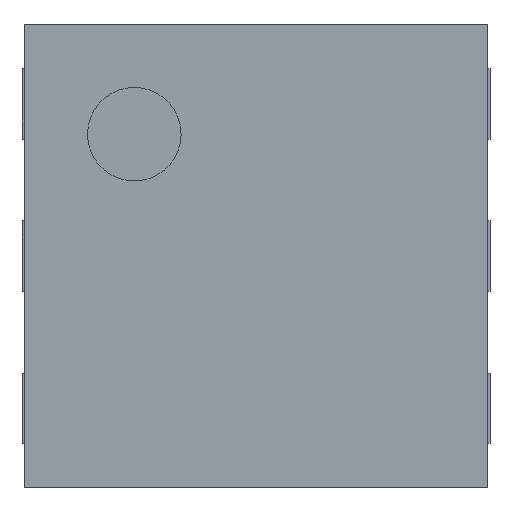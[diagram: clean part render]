
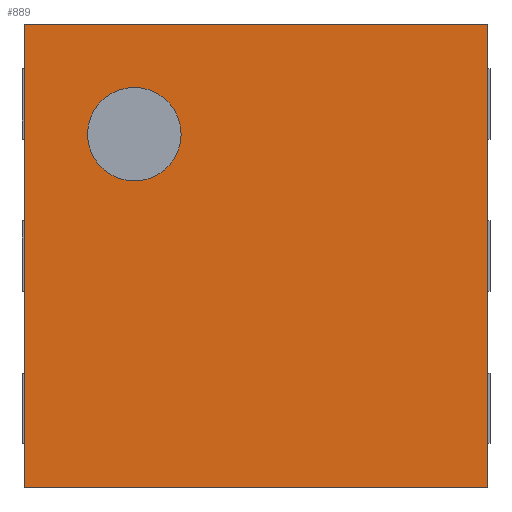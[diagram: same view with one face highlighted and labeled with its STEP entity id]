
A CAD part, top view. The second image highlights one B-rep face of the part: STEP entity #889.
In plain terms, the highlighted planar face has unit normal (0, 0, 1).
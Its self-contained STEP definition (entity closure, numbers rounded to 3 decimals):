
#12=DIRECTION('',(0.,0.,1.));
#98=DIRECTION('',(0.,0.,-1.));
#158=VECTOR('',#159,1.);
#159=DIRECTION('',(0.,-1.,0.));
#165=VECTOR('',#166,1.);
#166=DIRECTION('',(1.,0.,0.));
#343=VERTEX_POINT('',#344);
#344=CARTESIAN_POINT('',(-0.99,0.99,0.64));
#346=ORIENTED_EDGE('',*,*,#347,.T.);
#347=EDGE_CURVE('',#343,#348,#350,.T.);
#348=VERTEX_POINT('',#349);
#349=CARTESIAN_POINT('',(-0.99,-0.99,0.64));
#350=LINE('',#344,#158);
#411=VERTEX_POINT('',#412);
#412=CARTESIAN_POINT('',(0.99,0.99,0.64));
#415=EDGE_CURVE('',#411,#416,#418,.T.);
#416=VERTEX_POINT('',#417);
#417=CARTESIAN_POINT('',(0.99,-0.99,0.64));
#418=LINE('',#412,#158);
#477=ORIENTED_EDGE('',*,*,#478,.F.);
#478=EDGE_CURVE('',#343,#411,#479,.T.);
#479=LINE('',#344,#165);
#808=EDGE_CURVE('',#348,#416,#809,.T.);
#809=LINE('',#349,#165);
#889=ADVANCED_FACE('',(#890,#894),#903,.T.);
#890=FACE_BOUND('',#891,.T.);
#891=EDGE_LOOP('',(#477,#346,#892,#893));
#892=ORIENTED_EDGE('',*,*,#808,.T.);
#893=ORIENTED_EDGE('',*,*,#415,.F.);
#894=FACE_BOUND('',#895,.T.);
#895=EDGE_LOOP('',(#896));
#896=ORIENTED_EDGE('',*,*,#897,.T.);
#897=EDGE_CURVE('',#898,#898,#900,.T.);
#898=VERTEX_POINT('',#899);
#899=CARTESIAN_POINT('',(-0.52,0.32,0.64));
#900=CIRCLE('',#901,0.2);
#901=AXIS2_PLACEMENT_3D('',#902,#98,#159);
#902=CARTESIAN_POINT('',(-0.52,0.52,0.64));
#903=PLANE('',#904);
#904=AXIS2_PLACEMENT_3D('',#344,#12,#159);
